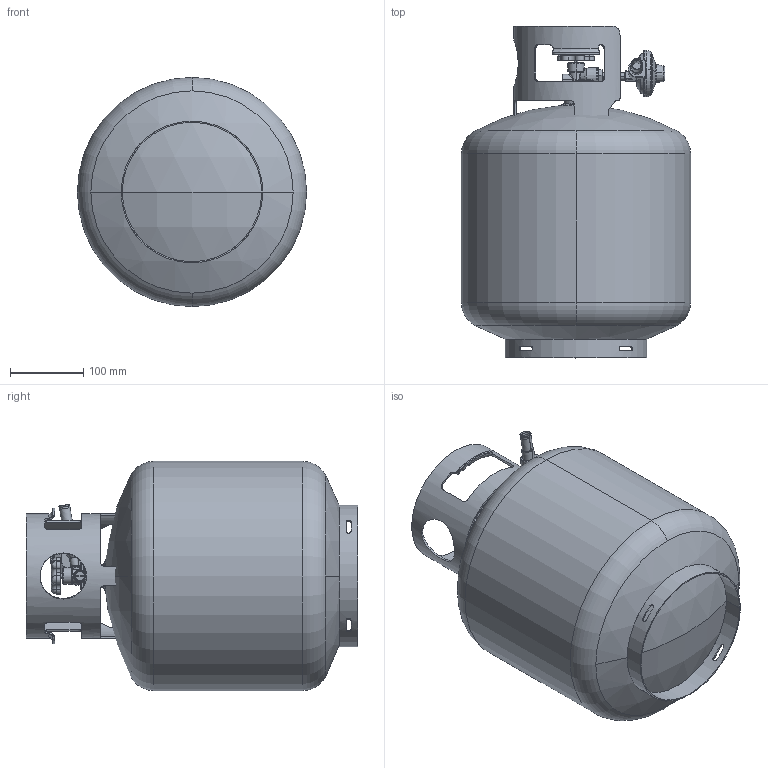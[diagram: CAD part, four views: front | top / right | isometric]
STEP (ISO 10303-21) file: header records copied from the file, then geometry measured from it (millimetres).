
FILE_DESCRIPTION (( 'STEP AP203' ), '1' );
FILE_NAME ('Liquid Propane Tank Assembly.STEP', '2012-07-20T13:32:52', ( '' ), ( '' ), 'SwSTEP 2.0', 'SolidWorks 2011', '' );
FILE_SCHEMA (( 'CONFIG_CONTROL_DESIGN' ));
Length unit declared in the file: inch
Products named in the file (7): Propane Tank  tank body2; Propane Tank  tank_lifting_ring2; Propane Tank  valve_body2; Propane Tank support_ring2; Propane Tank  regulator2; Propane Tank  gas_valve_knob2; Liquid Propane Tank Assembly
Assembly tree (6 placements, depth 2):
  Liquid Propane Tank Assembly
    Propane Tank  regulator2
    Propane Tank  tank body2
    Propane Tank  valve_body2
    Propane Tank  gas_valve_knob2
    Propane Tank support_ring2
    Propane Tank  tank_lifting_ring2
Bounding box: 313.28 x 453.39 x 313.28 mm (x, y, z)
Volume: 1478131.7 mm3; surface area: 921163.1 mm2
Topology: 6 solids, 6 shells, 518 faces, 1254 edges, 742 vertices
Faces by surface type: cylinder 134, bspline 120, plane 105, torus 99, cone 36, sphere 24
Entity records: 24165 total; most frequent: CARTESIAN_POINT 12059, ORIENTED_EDGE 2464, DIRECTION 2334, EDGE_CURVE 1232, AXIS2_PLACEMENT_3D 1027, VERTEX_POINT 742, CIRCLE 620, EDGE_LOOP 550
